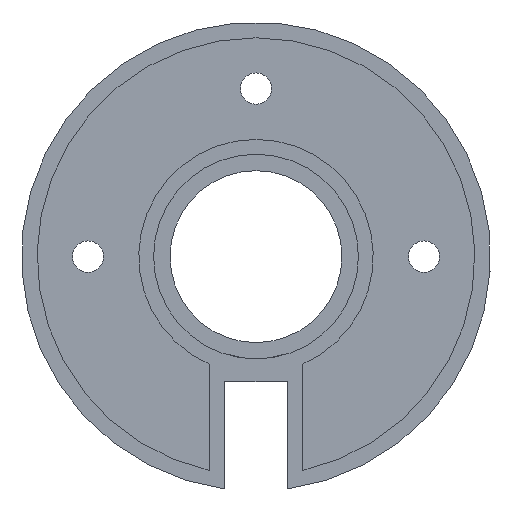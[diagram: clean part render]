
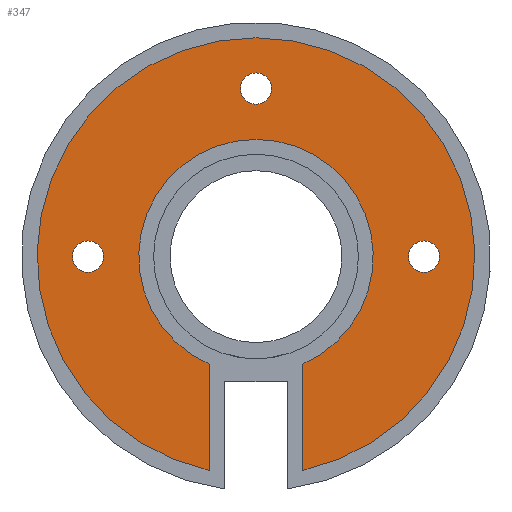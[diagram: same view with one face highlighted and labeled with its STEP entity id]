
A CAD part, front view. The second image highlights one B-rep face of the part: STEP entity #347.
In plain terms, the highlighted planar face has unit normal (0, -1, 0).
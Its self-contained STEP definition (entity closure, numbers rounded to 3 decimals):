
#17=PLANE('',#403);
#25=FACE_BOUND('',#65,.T.);
#26=FACE_BOUND('',#66,.T.);
#27=FACE_BOUND('',#67,.T.);
#45=FACE_OUTER_BOUND('',#64,.T.);
#64=EDGE_LOOP('',(#277,#278,#279,#280));
#65=EDGE_LOOP('',(#281,#282));
#66=EDGE_LOOP('',(#283,#284));
#67=EDGE_LOOP('',(#285,#286));
#92=LINE('',#711,#116);
#97=LINE('',#724,#121);
#116=VECTOR('',#465,10.);
#121=VECTOR('',#478,10.);
#135=CIRCLE('',#380,10.);
#136=CIRCLE('',#381,10.);
#138=CIRCLE('',#384,10.);
#139=CIRCLE('',#385,10.);
#141=CIRCLE('',#388,10.);
#142=CIRCLE('',#389,10.);
#148=CIRCLE('',#398,140.);
#150=CIRCLE('',#402,75.);
#158=VERTEX_POINT('',#673);
#159=VERTEX_POINT('',#674);
#161=VERTEX_POINT('',#681);
#162=VERTEX_POINT('',#682);
#164=VERTEX_POINT('',#689);
#165=VERTEX_POINT('',#690);
#172=VERTEX_POINT('',#708);
#173=VERTEX_POINT('',#710);
#175=VERTEX_POINT('',#716);
#177=VERTEX_POINT('',#722);
#192=EDGE_CURVE('',#158,#159,#135,.T.);
#193=EDGE_CURVE('',#159,#158,#136,.T.);
#196=EDGE_CURVE('',#161,#162,#138,.T.);
#197=EDGE_CURVE('',#162,#161,#139,.T.);
#200=EDGE_CURVE('',#164,#165,#141,.T.);
#201=EDGE_CURVE('',#165,#164,#142,.T.);
#210=EDGE_CURVE('',#172,#173,#92,.T.);
#214=EDGE_CURVE('',#175,#172,#148,.T.);
#217=EDGE_CURVE('',#177,#175,#97,.T.);
#219=EDGE_CURVE('',#173,#177,#150,.T.);
#277=ORIENTED_EDGE('',*,*,#219,.F.);
#278=ORIENTED_EDGE('',*,*,#210,.F.);
#279=ORIENTED_EDGE('',*,*,#214,.F.);
#280=ORIENTED_EDGE('',*,*,#217,.F.);
#281=ORIENTED_EDGE('',*,*,#192,.T.);
#282=ORIENTED_EDGE('',*,*,#193,.T.);
#283=ORIENTED_EDGE('',*,*,#196,.T.);
#284=ORIENTED_EDGE('',*,*,#197,.T.);
#285=ORIENTED_EDGE('',*,*,#200,.T.);
#286=ORIENTED_EDGE('',*,*,#201,.T.);
#347=ADVANCED_FACE('',(#45,#25,#26,#27),#17,.T.);
#380=AXIS2_PLACEMENT_3D('',#675,#427,#428);
#381=AXIS2_PLACEMENT_3D('',#676,#429,#430);
#384=AXIS2_PLACEMENT_3D('',#683,#436,#437);
#385=AXIS2_PLACEMENT_3D('',#684,#438,#439);
#388=AXIS2_PLACEMENT_3D('',#691,#445,#446);
#389=AXIS2_PLACEMENT_3D('',#692,#447,#448);
#398=AXIS2_PLACEMENT_3D('',#718,#472,#473);
#402=AXIS2_PLACEMENT_3D('',#727,#483,#484);
#403=AXIS2_PLACEMENT_3D('',#728,#485,#486);
#427=DIRECTION('center_axis',(0.,1.,0.));
#428=DIRECTION('ref_axis',(1.,0.,0.));
#429=DIRECTION('center_axis',(0.,1.,0.));
#430=DIRECTION('ref_axis',(1.,0.,0.));
#436=DIRECTION('center_axis',(0.,1.,0.));
#437=DIRECTION('ref_axis',(1.,0.,0.));
#438=DIRECTION('center_axis',(0.,1.,0.));
#439=DIRECTION('ref_axis',(1.,0.,0.));
#445=DIRECTION('center_axis',(0.,1.,0.));
#446=DIRECTION('ref_axis',(1.,0.,0.));
#447=DIRECTION('center_axis',(0.,1.,0.));
#448=DIRECTION('ref_axis',(1.,0.,0.));
#465=DIRECTION('',(0.,0.,1.));
#472=DIRECTION('center_axis',(0.,1.,0.));
#473=DIRECTION('ref_axis',(1.,0.,0.));
#478=DIRECTION('',(0.,0.,-1.));
#483=DIRECTION('center_axis',(0.,-1.,0.));
#484=DIRECTION('ref_axis',(-1.,0.,0.));
#485=DIRECTION('center_axis',(0.,-1.,0.));
#486=DIRECTION('ref_axis',(0.,0.,-1.));
#673=CARTESIAN_POINT('',(-97.5,20.,0.));
#674=CARTESIAN_POINT('',(-117.5,20.,0.));
#675=CARTESIAN_POINT('Origin',(-107.5,20.,0.));
#676=CARTESIAN_POINT('Origin',(-107.5,20.,0.));
#681=CARTESIAN_POINT('',(10.,20.,107.5));
#682=CARTESIAN_POINT('',(-10.,20.,107.5));
#683=CARTESIAN_POINT('Origin',(0.,20.,107.5));
#684=CARTESIAN_POINT('Origin',(0.,20.,107.5));
#689=CARTESIAN_POINT('',(117.5,20.,0.));
#690=CARTESIAN_POINT('',(97.5,20.,0.));
#691=CARTESIAN_POINT('Origin',(107.5,20.,0.));
#692=CARTESIAN_POINT('Origin',(107.5,20.,0.));
#708=CARTESIAN_POINT('',(30.,20.,-136.748));
#710=CARTESIAN_POINT('',(30.,20.,-68.739));
#711=CARTESIAN_POINT('',(30.,20.,-68.739));
#716=CARTESIAN_POINT('',(-30.,20.,-136.748));
#718=CARTESIAN_POINT('Origin',(0.,20.,0.));
#722=CARTESIAN_POINT('',(-30.,20.,-68.739));
#724=CARTESIAN_POINT('',(-30.,20.,-138.564));
#727=CARTESIAN_POINT('Origin',(0.,20.,0.));
#728=CARTESIAN_POINT('Origin',(0.,20.,1.626));
